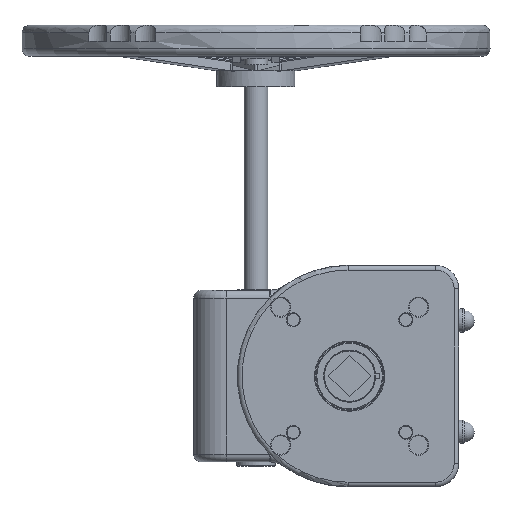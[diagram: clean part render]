
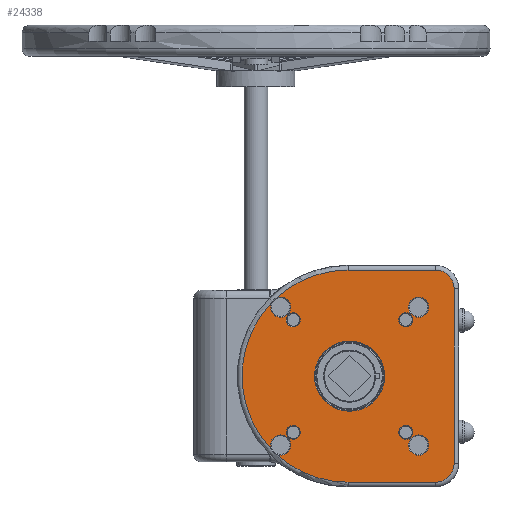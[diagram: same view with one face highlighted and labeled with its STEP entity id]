
A CAD part, front view. The second image highlights one B-rep face of the part: STEP entity #24338.
In plain terms, the highlighted face is planar.
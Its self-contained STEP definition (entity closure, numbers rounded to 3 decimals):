
#1212=FACE_BOUND('',#4608,.T.);
#1213=FACE_BOUND('',#4609,.T.);
#1214=FACE_BOUND('',#4610,.T.);
#1215=FACE_BOUND('',#4611,.T.);
#1216=FACE_BOUND('',#4612,.T.);
#1217=FACE_BOUND('',#4613,.T.);
#1218=FACE_BOUND('',#4614,.T.);
#1754=PLANE('',#26773);
#3113=FACE_OUTER_BOUND('',#4607,.T.);
#4607=EDGE_LOOP('',(#20601,#20602,#20603,#20604,#20605,#20606,#20607,#20608,
#20609,#20610,#20611,#20612));
#4608=EDGE_LOOP('',(#20613));
#4609=EDGE_LOOP('',(#20614));
#4610=EDGE_LOOP('',(#20615));
#4611=EDGE_LOOP('',(#20616));
#4612=EDGE_LOOP('',(#20617));
#4613=EDGE_LOOP('',(#20618));
#4614=EDGE_LOOP('',(#20619));
#6122=LINE('',#50382,#7629);
#6123=LINE('',#50386,#7630);
#6124=LINE('',#50390,#7631);
#7629=VECTOR('',#32753,10.);
#7630=VECTOR('',#32756,10.);
#7631=VECTOR('',#32759,10.);
#8860=CIRCLE('',#26770,6.5);
#8863=CIRCLE('',#26774,6.5);
#8864=CIRCLE('',#26775,68.);
#8865=CIRCLE('',#26776,6.5);
#8866=CIRCLE('',#26777,6.5);
#8867=CIRCLE('',#26778,68.);
#8868=CIRCLE('',#26779,12.);
#8869=CIRCLE('',#26780,12.);
#8870=CIRCLE('',#26781,68.);
#8871=CIRCLE('',#26782,6.5);
#8872=CIRCLE('',#26783,4.5);
#8873=CIRCLE('',#26784,4.5);
#8874=CIRCLE('',#26785,6.5);
#8875=CIRCLE('',#26786,22.5);
#8876=CIRCLE('',#26787,4.5);
#8877=CIRCLE('',#26788,4.5);
#10845=VERTEX_POINT('',#50362);
#10848=VERTEX_POINT('',#50370);
#10849=VERTEX_POINT('',#50371);
#10850=VERTEX_POINT('',#50373);
#10851=VERTEX_POINT('',#50375);
#10852=VERTEX_POINT('',#50377);
#10853=VERTEX_POINT('',#50379);
#10854=VERTEX_POINT('',#50381);
#10855=VERTEX_POINT('',#50383);
#10856=VERTEX_POINT('',#50385);
#10857=VERTEX_POINT('',#50387);
#10858=VERTEX_POINT('',#50389);
#10859=VERTEX_POINT('',#50391);
#10860=VERTEX_POINT('',#50394);
#10861=VERTEX_POINT('',#50396);
#10862=VERTEX_POINT('',#50398);
#10863=VERTEX_POINT('',#50400);
#10864=VERTEX_POINT('',#50402);
#10865=VERTEX_POINT('',#50404);
#14128=EDGE_CURVE('',#10845,#10845,#8860,.T.);
#14132=EDGE_CURVE('',#10848,#10849,#8863,.T.);
#14133=EDGE_CURVE('',#10850,#10848,#8864,.T.);
#14134=EDGE_CURVE('',#10851,#10850,#8865,.T.);
#14135=EDGE_CURVE('',#10852,#10851,#8866,.T.);
#14136=EDGE_CURVE('',#10853,#10852,#8867,.T.);
#14137=EDGE_CURVE('',#10854,#10853,#6122,.T.);
#14138=EDGE_CURVE('',#10855,#10854,#8868,.T.);
#14139=EDGE_CURVE('',#10856,#10855,#6123,.T.);
#14140=EDGE_CURVE('',#10857,#10856,#8869,.T.);
#14141=EDGE_CURVE('',#10858,#10857,#6124,.T.);
#14142=EDGE_CURVE('',#10859,#10858,#8870,.T.);
#14143=EDGE_CURVE('',#10849,#10859,#8871,.T.);
#14144=EDGE_CURVE('',#10860,#10860,#8872,.T.);
#14145=EDGE_CURVE('',#10861,#10861,#8873,.T.);
#14146=EDGE_CURVE('',#10862,#10862,#8874,.T.);
#14147=EDGE_CURVE('',#10863,#10863,#8875,.T.);
#14148=EDGE_CURVE('',#10864,#10864,#8876,.T.);
#14149=EDGE_CURVE('',#10865,#10865,#8877,.T.);
#20601=ORIENTED_EDGE('',*,*,#14132,.F.);
#20602=ORIENTED_EDGE('',*,*,#14133,.F.);
#20603=ORIENTED_EDGE('',*,*,#14134,.F.);
#20604=ORIENTED_EDGE('',*,*,#14135,.F.);
#20605=ORIENTED_EDGE('',*,*,#14136,.F.);
#20606=ORIENTED_EDGE('',*,*,#14137,.F.);
#20607=ORIENTED_EDGE('',*,*,#14138,.F.);
#20608=ORIENTED_EDGE('',*,*,#14139,.F.);
#20609=ORIENTED_EDGE('',*,*,#14140,.F.);
#20610=ORIENTED_EDGE('',*,*,#14141,.F.);
#20611=ORIENTED_EDGE('',*,*,#14142,.F.);
#20612=ORIENTED_EDGE('',*,*,#14143,.F.);
#20613=ORIENTED_EDGE('',*,*,#14144,.F.);
#20614=ORIENTED_EDGE('',*,*,#14145,.F.);
#20615=ORIENTED_EDGE('',*,*,#14146,.F.);
#20616=ORIENTED_EDGE('',*,*,#14147,.F.);
#20617=ORIENTED_EDGE('',*,*,#14148,.F.);
#20618=ORIENTED_EDGE('',*,*,#14149,.F.);
#20619=ORIENTED_EDGE('',*,*,#14128,.F.);
#24338=ADVANCED_FACE('',(#3113,#1212,#1213,#1214,#1215,#1216,#1217,#1218),
#1754,.T.);
#26770=AXIS2_PLACEMENT_3D('',#50363,#32734,#32735);
#26773=AXIS2_PLACEMENT_3D('',#50369,#32741,#32742);
#26774=AXIS2_PLACEMENT_3D('',#50372,#32743,#32744);
#26775=AXIS2_PLACEMENT_3D('',#50374,#32745,#32746);
#26776=AXIS2_PLACEMENT_3D('',#50376,#32747,#32748);
#26777=AXIS2_PLACEMENT_3D('',#50378,#32749,#32750);
#26778=AXIS2_PLACEMENT_3D('',#50380,#32751,#32752);
#26779=AXIS2_PLACEMENT_3D('',#50384,#32754,#32755);
#26780=AXIS2_PLACEMENT_3D('',#50388,#32757,#32758);
#26781=AXIS2_PLACEMENT_3D('',#50392,#32760,#32761);
#26782=AXIS2_PLACEMENT_3D('',#50393,#32762,#32763);
#26783=AXIS2_PLACEMENT_3D('',#50395,#32764,#32765);
#26784=AXIS2_PLACEMENT_3D('',#50397,#32766,#32767);
#26785=AXIS2_PLACEMENT_3D('',#50399,#32768,#32769);
#26786=AXIS2_PLACEMENT_3D('',#50401,#32770,#32771);
#26787=AXIS2_PLACEMENT_3D('',#50403,#32772,#32773);
#26788=AXIS2_PLACEMENT_3D('',#50405,#32774,#32775);
#32734=DIRECTION('center_axis',(0.,1.,0.));
#32735=DIRECTION('ref_axis',(-1.,0.,0.));
#32741=DIRECTION('center_axis',(0.,1.,0.));
#32742=DIRECTION('ref_axis',(0.,0.,1.));
#32743=DIRECTION('center_axis',(0.,1.,0.));
#32744=DIRECTION('ref_axis',(-1.,0.,0.));
#32745=DIRECTION('center_axis',(0.,-1.,0.));
#32746=DIRECTION('ref_axis',(0.,0.,-1.));
#32747=DIRECTION('center_axis',(0.,1.,0.));
#32748=DIRECTION('ref_axis',(-1.,0.,0.));
#32749=DIRECTION('center_axis',(0.,1.,0.));
#32750=DIRECTION('ref_axis',(-1.,0.,0.));
#32751=DIRECTION('center_axis',(0.,-1.,0.));
#32752=DIRECTION('ref_axis',(0.,0.,-1.));
#32753=DIRECTION('',(0.,0.,-1.));
#32754=DIRECTION('center_axis',(0.,-1.,0.));
#32755=DIRECTION('ref_axis',(-0.707,0.,0.707));
#32756=DIRECTION('',(-1.,0.,0.));
#32757=DIRECTION('center_axis',(0.,-1.,0.));
#32758=DIRECTION('ref_axis',(0.707,0.,0.707));
#32759=DIRECTION('',(0.,0.,1.));
#32760=DIRECTION('center_axis',(0.,-1.,0.));
#32761=DIRECTION('ref_axis',(0.,0.,-1.));
#32762=DIRECTION('center_axis',(0.,1.,0.));
#32763=DIRECTION('ref_axis',(-1.,0.,0.));
#32764=DIRECTION('center_axis',(0.,1.,0.));
#32765=DIRECTION('ref_axis',(-1.,0.,0.));
#32766=DIRECTION('center_axis',(0.,1.,0.));
#32767=DIRECTION('ref_axis',(-1.,0.,0.));
#32768=DIRECTION('center_axis',(0.,1.,0.));
#32769=DIRECTION('ref_axis',(-1.,0.,0.));
#32770=DIRECTION('center_axis',(0.,1.,0.));
#32771=DIRECTION('ref_axis',(-1.,0.,0.));
#32772=DIRECTION('center_axis',(0.,1.,0.));
#32773=DIRECTION('ref_axis',(-1.,0.,0.));
#32774=DIRECTION('center_axis',(0.,1.,0.));
#32775=DIRECTION('ref_axis',(-1.,0.,0.));
#50362=CARTESIAN_POINT('',(50.694,3.,45.194));
#50363=CARTESIAN_POINT('Origin',(44.194,3.,45.194));
#50369=CARTESIAN_POINT('Origin',(0.,3.,0.));
#50370=CARTESIAN_POINT('',(47.185,3.,-48.965));
#50371=CARTESIAN_POINT('',(50.694,3.,-43.194));
#50372=CARTESIAN_POINT('Origin',(44.194,3.,-43.194));
#50373=CARTESIAN_POINT('',(-47.185,3.,-48.965));
#50374=CARTESIAN_POINT('Origin',(0.,3.,0.));
#50375=CARTESIAN_POINT('',(-37.694,3.,-43.194));
#50376=CARTESIAN_POINT('Origin',(-44.194,3.,-43.194));
#50377=CARTESIAN_POINT('',(-50.032,3.,-46.052));
#50378=CARTESIAN_POINT('Origin',(-44.194,3.,-43.194));
#50379=CARTESIAN_POINT('',(-68.,3.,0.));
#50380=CARTESIAN_POINT('Origin',(0.,3.,0.));
#50381=CARTESIAN_POINT('',(-68.,3.,56.));
#50382=CARTESIAN_POINT('',(-68.,3.,0.));
#50383=CARTESIAN_POINT('',(-56.,3.,68.));
#50384=CARTESIAN_POINT('Origin',(-56.,3.,56.));
#50385=CARTESIAN_POINT('',(56.,3.,68.));
#50386=CARTESIAN_POINT('',(-35.5,3.,68.));
#50387=CARTESIAN_POINT('',(68.,3.,56.));
#50388=CARTESIAN_POINT('Origin',(56.,3.,56.));
#50389=CARTESIAN_POINT('',(68.,3.,0.));
#50390=CARTESIAN_POINT('',(68.,3.,35.5));
#50391=CARTESIAN_POINT('',(50.032,3.,-46.052));
#50392=CARTESIAN_POINT('Origin',(0.,3.,0.));
#50393=CARTESIAN_POINT('Origin',(44.194,3.,-43.194));
#50394=CARTESIAN_POINT('',(40.562,3.,37.062));
#50395=CARTESIAN_POINT('Origin',(36.062,3.,37.062));
#50396=CARTESIAN_POINT('',(-31.562,3.,-35.062));
#50397=CARTESIAN_POINT('Origin',(-36.062,3.,-35.062));
#50398=CARTESIAN_POINT('',(-37.694,3.,45.194));
#50399=CARTESIAN_POINT('Origin',(-44.194,3.,45.194));
#50400=CARTESIAN_POINT('',(22.5,3.,1.));
#50401=CARTESIAN_POINT('Origin',(0.,3.,1.));
#50402=CARTESIAN_POINT('',(-31.562,3.,37.062));
#50403=CARTESIAN_POINT('Origin',(-36.062,3.,37.062));
#50404=CARTESIAN_POINT('',(40.562,3.,-35.062));
#50405=CARTESIAN_POINT('Origin',(36.062,3.,-35.062));
